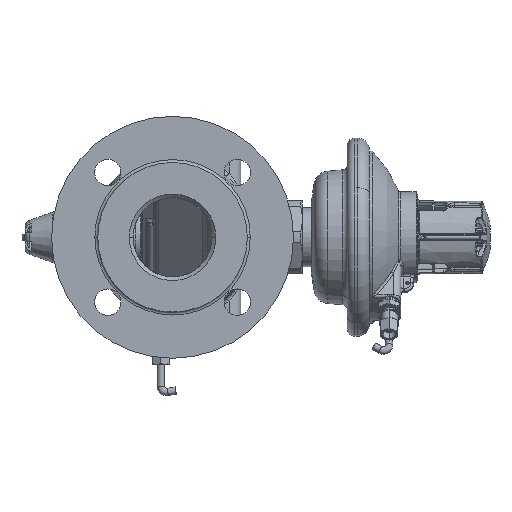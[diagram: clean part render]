
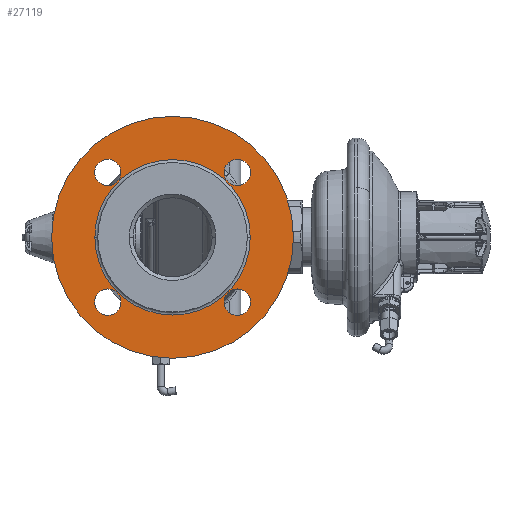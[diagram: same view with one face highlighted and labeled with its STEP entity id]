
A CAD part, left-side view. The second image highlights one B-rep face of the part: STEP entity #27119.
In plain terms, the highlighted planar face has unit normal (-1, 0, 0).
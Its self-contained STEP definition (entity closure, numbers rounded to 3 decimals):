
#6750=CARTESIAN_POINT('',(-115.,0.,0.));
#6751=DIRECTION('',(1.,0.,0.));
#6752=DIRECTION('',(0.,-1.,0.));
#6753=AXIS2_PLACEMENT_3D('',#6750,#6751,#6752);
#6755=CARTESIAN_POINT('',(-115.,0.,0.));
#6756=DIRECTION('',(-1.,0.,0.));
#6757=DIRECTION('',(0.,-1.,0.));
#6758=AXIS2_PLACEMENT_3D('',#6755,#6756,#6757);
#6760=CARTESIAN_POINT('',(-115.,0.,0.));
#6761=DIRECTION('',(1.,0.,0.));
#6762=DIRECTION('',(0.,-1.,0.));
#6763=AXIS2_PLACEMENT_3D('',#6760,#6761,#6762);
#6765=CARTESIAN_POINT('',(-115.,0.,0.));
#6766=DIRECTION('',(-1.,0.,0.));
#6767=DIRECTION('',(0.,-1.,0.));
#6768=AXIS2_PLACEMENT_3D('',#6765,#6766,#6767);
#6770=CARTESIAN_POINT('',(-115.,-44.194,44.194));
#6771=DIRECTION('',(-1.,0.,0.));
#6772=DIRECTION('',(0.,-1.,0.));
#6773=AXIS2_PLACEMENT_3D('',#6770,#6771,#6772);
#6775=CARTESIAN_POINT('',(-115.,-44.194,44.194));
#6776=DIRECTION('',(-1.,0.,0.));
#6777=DIRECTION('',(0.,1.,0.));
#6778=AXIS2_PLACEMENT_3D('',#6775,#6776,#6777);
#6780=CARTESIAN_POINT('',(-115.,44.194,44.194));
#6781=DIRECTION('',(-1.,0.,0.));
#6782=DIRECTION('',(0.,-1.,0.));
#6783=AXIS2_PLACEMENT_3D('',#6780,#6781,#6782);
#6785=CARTESIAN_POINT('',(-115.,44.194,44.194));
#6786=DIRECTION('',(-1.,0.,0.));
#6787=DIRECTION('',(0.,1.,0.));
#6788=AXIS2_PLACEMENT_3D('',#6785,#6786,#6787);
#6790=CARTESIAN_POINT('',(-115.,44.194,-44.194));
#6791=DIRECTION('',(-1.,0.,0.));
#6792=DIRECTION('',(0.,-1.,0.));
#6793=AXIS2_PLACEMENT_3D('',#6790,#6791,#6792);
#6795=CARTESIAN_POINT('',(-115.,44.194,-44.194));
#6796=DIRECTION('',(-1.,0.,0.));
#6797=DIRECTION('',(0.,1.,0.));
#6798=AXIS2_PLACEMENT_3D('',#6795,#6796,#6797);
#6800=CARTESIAN_POINT('',(-115.,-44.194,-44.194));
#6801=DIRECTION('',(-1.,0.,0.));
#6802=DIRECTION('',(0.,-1.,0.));
#6803=AXIS2_PLACEMENT_3D('',#6800,#6801,#6802);
#6805=CARTESIAN_POINT('',(-115.,-44.194,-44.194));
#6806=DIRECTION('',(-1.,0.,0.));
#6807=DIRECTION('',(0.,1.,0.));
#6808=AXIS2_PLACEMENT_3D('',#6805,#6806,#6807);
#20893=CARTESIAN_POINT('',(-115.,-53.,0.));
#20894=VERTEX_POINT('',#20893);
#20895=CARTESIAN_POINT('',(-115.,-82.5,0.));
#20897=VERTEX_POINT('',#20895);
#20937=CARTESIAN_POINT('',(-115.,53.,0.));
#20938=VERTEX_POINT('',#20937);
#20939=CARTESIAN_POINT('',(-115.,82.5,0.));
#20941=VERTEX_POINT('',#20939);
#20973=CARTESIAN_POINT('',(-115.,-53.194,44.194));
#20974=CARTESIAN_POINT('',(-115.,-35.194,44.194));
#20975=VERTEX_POINT('',#20973);
#20976=VERTEX_POINT('',#20974);
#20977=CARTESIAN_POINT('',(-115.,35.194,44.194));
#20978=CARTESIAN_POINT('',(-115.,53.194,44.194));
#20979=VERTEX_POINT('',#20977);
#20980=VERTEX_POINT('',#20978);
#20981=CARTESIAN_POINT('',(-115.,35.194,-44.194));
#20982=CARTESIAN_POINT('',(-115.,53.194,-44.194));
#20983=VERTEX_POINT('',#20981);
#20984=VERTEX_POINT('',#20982);
#20985=CARTESIAN_POINT('',(-115.,-53.194,-44.194));
#20986=CARTESIAN_POINT('',(-115.,-35.194,-44.194));
#20987=VERTEX_POINT('',#20985);
#20988=VERTEX_POINT('',#20986);
#27080=CARTESIAN_POINT('',(-115.,0.,0.));
#27081=DIRECTION('',(-1.,0.,0.));
#27082=DIRECTION('',(0.,1.,0.));
#27083=AXIS2_PLACEMENT_3D('',#27080,#27081,#27082);
#27084=PLANE('',#27083);
#27085=ORIENTED_EDGE('',*,*,#27073,.F.);
#27086=ORIENTED_EDGE('',*,*,#27062,.T.);
#27087=EDGE_LOOP('',(#27085,#27086));
#27088=FACE_OUTER_BOUND('',#27087,.F.);
#27090=ORIENTED_EDGE('',*,*,#27089,.F.);
#27092=ORIENTED_EDGE('',*,*,#27091,.T.);
#27093=EDGE_LOOP('',(#27090,#27092));
#27094=FACE_BOUND('',#27093,.F.);
#27096=ORIENTED_EDGE('',*,*,#27095,.T.);
#27098=ORIENTED_EDGE('',*,*,#27097,.T.);
#27099=EDGE_LOOP('',(#27096,#27098));
#27100=FACE_BOUND('',#27099,.F.);
#27102=ORIENTED_EDGE('',*,*,#27101,.T.);
#27104=ORIENTED_EDGE('',*,*,#27103,.T.);
#27105=EDGE_LOOP('',(#27102,#27104));
#27106=FACE_BOUND('',#27105,.F.);
#27108=ORIENTED_EDGE('',*,*,#27107,.T.);
#27110=ORIENTED_EDGE('',*,*,#27109,.T.);
#27111=EDGE_LOOP('',(#27108,#27110));
#27112=FACE_BOUND('',#27111,.F.);
#27114=ORIENTED_EDGE('',*,*,#27113,.T.);
#27116=ORIENTED_EDGE('',*,*,#27115,.T.);
#27117=EDGE_LOOP('',(#27114,#27116));
#27118=FACE_BOUND('',#27117,.F.);
#27119=ADVANCED_FACE('',(#27088,#27094,#27100,#27106,#27112,#27118),#27084,.T.);
#6754=CIRCLE('',#6753,82.5);
#6759=CIRCLE('',#6758,82.5);
#6764=CIRCLE('',#6763,53.);
#6769=CIRCLE('',#6768,53.);
#6774=CIRCLE('',#6773,9.);
#6779=CIRCLE('',#6778,9.);
#6784=CIRCLE('',#6783,9.);
#6789=CIRCLE('',#6788,9.);
#6794=CIRCLE('',#6793,9.);
#6799=CIRCLE('',#6798,9.);
#6804=CIRCLE('',#6803,9.);
#6809=CIRCLE('',#6808,9.);
#27062=EDGE_CURVE('',#20897,#20941,#6754,.T.);
#27073=EDGE_CURVE('',#20897,#20941,#6759,.T.);
#27089=EDGE_CURVE('',#20894,#20938,#6764,.T.);
#27091=EDGE_CURVE('',#20894,#20938,#6769,.T.);
#27095=EDGE_CURVE('',#20975,#20976,#6774,.T.);
#27097=EDGE_CURVE('',#20976,#20975,#6779,.T.);
#27101=EDGE_CURVE('',#20979,#20980,#6784,.T.);
#27103=EDGE_CURVE('',#20980,#20979,#6789,.T.);
#27107=EDGE_CURVE('',#20983,#20984,#6794,.T.);
#27109=EDGE_CURVE('',#20984,#20983,#6799,.T.);
#27113=EDGE_CURVE('',#20987,#20988,#6804,.T.);
#27115=EDGE_CURVE('',#20988,#20987,#6809,.T.);
